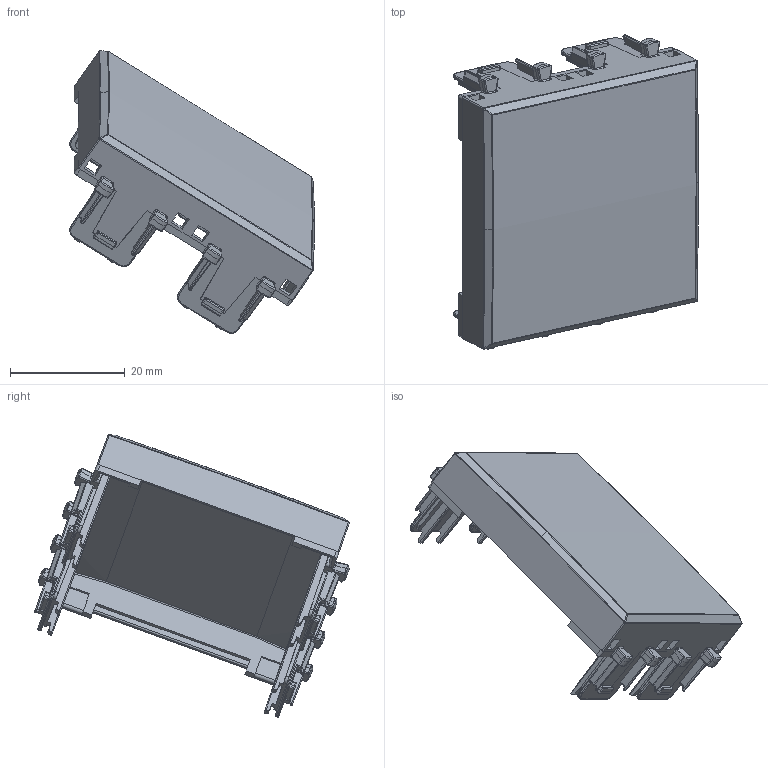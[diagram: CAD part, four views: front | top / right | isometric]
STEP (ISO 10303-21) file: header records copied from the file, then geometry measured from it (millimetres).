
FILE_DESCRIPTION(('CATIA V5 STEP Exchange'),'2;1');
FILE_NAME('442013A-2.stp','2024-03-06T11:15:45+00:00',('none'),('none'),'CATIA Version 5-6 Release 2016 SP6','CATIA V5 STEP AP203','none');
FILE_SCHEMA(('CONFIG_CONTROL_DESIGN'));
Length unit declared in the file: millimetre
Products named in the file (1): 442013A-2
Assembly tree (1 placements, depth 2):
  442013A-2
    #57
Bounding box: 42.67 x 54.86 x 49.27 mm (x, y, z)
Volume: 6153.5 mm3; surface area: 8352.6 mm2
Topology: 1 solids, 1 shells, 878 faces, 2228 edges, 1260 vertices
Faces by surface type: plane 341, cylinder 321, bspline 100, sphere 52, cone 48, torus 16
Entity records: 52011 total; most frequent: CARTESIAN_POINT 34452, ORIENTED_EDGE 4288, DIRECTION 2456, EDGE_CURVE 2144, VERTEX_POINT 1260, VECTOR 1082, LINE 1082, EDGE_LOOP 886
